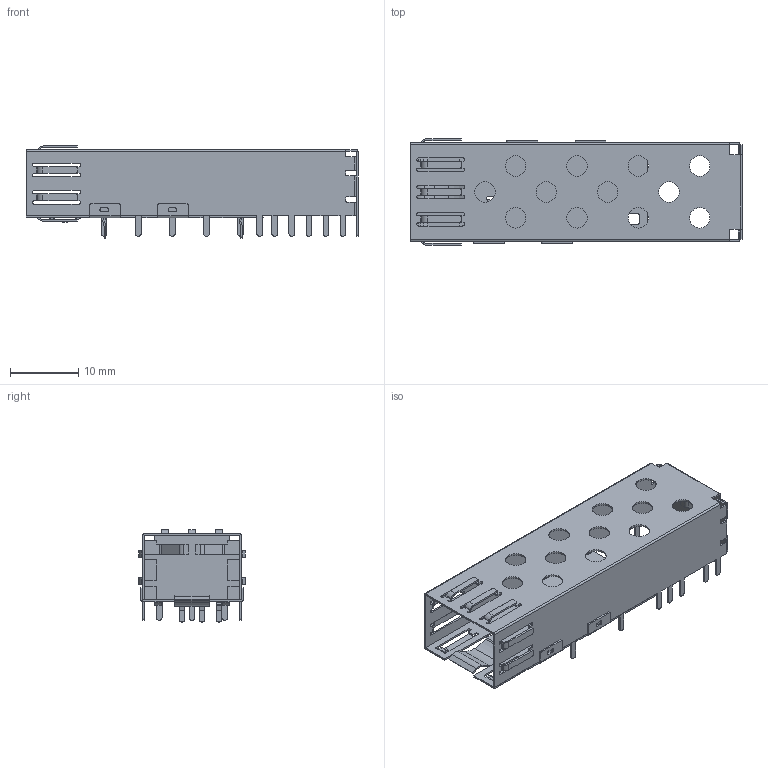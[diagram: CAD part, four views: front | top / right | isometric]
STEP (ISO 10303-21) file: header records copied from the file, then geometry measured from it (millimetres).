
FILE_DESCRIPTION (( 'STEP AP214' ), '1' );
FILE_NAME ('SFP.STEP', '2022-10-15T12:42:01', ( '' ), ( '' ), 'SwSTEP 2.0', 'SolidWorks 2019', '' );
FILE_SCHEMA (( 'AUTOMOTIVE_DESIGN' ));
Length unit declared in the file: millimetre
Products named in the file (1): SFP
Bounding box: 48.7 x 15.6 x 13.5 mm (x, y, z)
Volume: 545.2 mm3; surface area: 4602.6 mm2
Topology: 2 solids, 2 shells, 763 faces, 2163 edges, 1404 vertices
Faces by surface type: plane 468, cylinder 295
Entity records: 24814 total; most frequent: CARTESIAN_POINT 4331, ORIENTED_EDGE 4326, DIRECTION 4285, EDGE_CURVE 2163, LINE 1569, VECTOR 1569, VERTEX_POINT 1404, AXIS2_PLACEMENT_3D 1358
